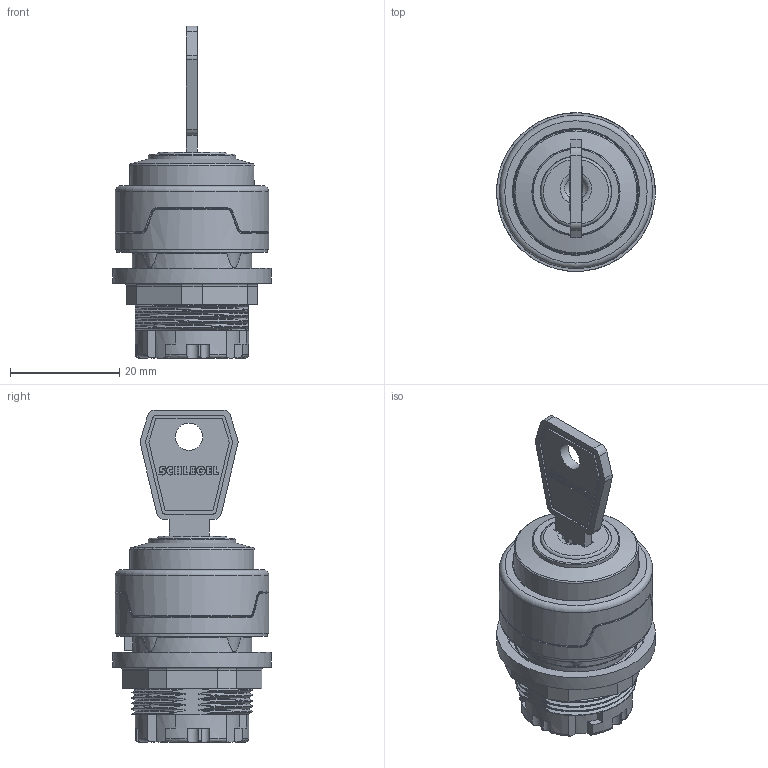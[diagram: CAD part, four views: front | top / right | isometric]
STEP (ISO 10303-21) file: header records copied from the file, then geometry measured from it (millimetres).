
FILE_DESCRIPTION(/* description */ (''),/* implementation_level */ '2;1');
FILE_NAME(/* name */ 'RMCSSA14E_ipt.stp',/* time_stamp */ '2018-02-20T07:30:42+01:00',/* author */ ('thagel'),/* organization */ (''),/* preprocessor_version */ 'ST-DEVELOPER v16.1',/* originating_system */ 'Autodesk Inventor 2016',/* authorisation */ '');
FILE_SCHEMA (('AUTOMOTIVE_DESIGN { 1 0 10303 214 3 1 1 }'));
Length unit declared in the file: centimetre
Products named in the file (1): RMCSSA13E
Bounding box: 28.98 x 28.96 x 60.65 mm (x, y, z)
Volume: 17529.5 mm3; surface area: 8573.3 mm2
Topology: 1 solids, 7 shells, 972 faces, 2771 edges, 1814 vertices
Faces by surface type: plane 702, cylinder 126, bspline 85, torus 49, cone 7, sphere 3
Full cylindrical faces by diameter (mm): 5 x1, 12.9 x1, 13.05 x1, 16 x1, 16.1 x1, 18.039 x1, 18.6 x1, 20.75 x1, 21.85 x1, 22.6 x1, 22.7 x1, 22.9 x1, 25.35 x1, 26.16 x1, 27.65 x1, 28 x2, 29 x1
Entity records: 36513 total; most frequent: CARTESIAN_POINT 11911, ORIENTED_EDGE 5440, DIRECTION 4559, EDGE_CURVE 2716, LINE 2039, VECTOR 2039, VERTEX_POINT 1796, AXIS2_PLACEMENT_3D 1260
